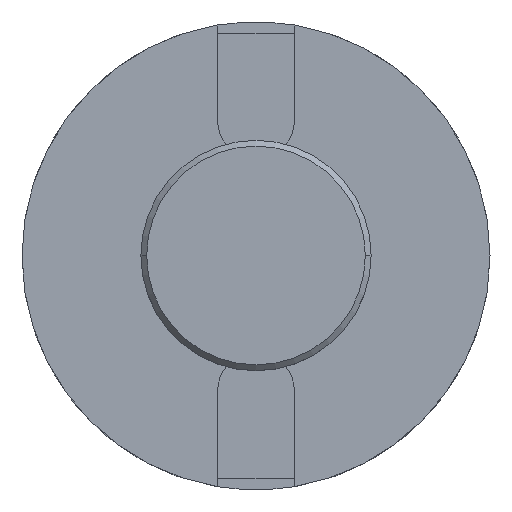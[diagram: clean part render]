
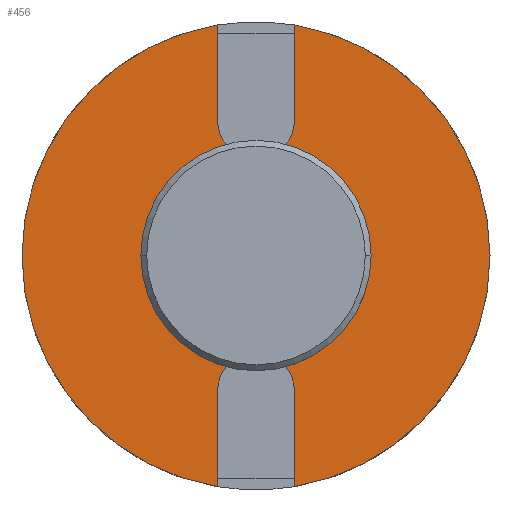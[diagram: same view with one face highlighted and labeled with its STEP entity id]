
A CAD part, top view. The second image highlights one B-rep face of the part: STEP entity #456.
In plain terms, the highlighted planar face has unit normal (0, 0, 1).
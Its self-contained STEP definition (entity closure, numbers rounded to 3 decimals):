
#30 = EDGE_CURVE ( 'NONE', #281, #2108, #489, .T. ) ;
#51 = CARTESIAN_POINT ( 'NONE',  ( 0., 0., 50.8 ) ) ;
#63 = AXIS2_PLACEMENT_3D ( 'NONE', #828, #646, #1732 ) ;
#78 = DIRECTION ( 'NONE',  ( 0., 0., -1. ) ) ;
#99 = EDGE_CURVE ( 'NONE', #1190, #333, #740, .T. ) ;
#124 = EDGE_CURVE ( 'NONE', #1789, #1888, #207, .T. ) ;
#148 = PLANE ( 'NONE',  #1531 ) ;
#173 = CARTESIAN_POINT ( 'NONE',  ( -7.937, 48.387, 50.8 ) ) ;
#188 = EDGE_LOOP ( 'NONE', ( #1001, #678, #444, #1971, #1036, #1592, #2046, #1102, #1023, #958, #939, #1842, #728, #734 ) ) ;
#190 = DIRECTION ( 'NONE',  ( -1., 0., 0. ) ) ;
#204 = CARTESIAN_POINT ( 'NONE',  ( 7.938, -46., 50.8 ) ) ;
#207 = LINE ( 'NONE', #607, #2015 ) ;
#249 = CARTESIAN_POINT ( 'NONE',  ( -7.938, 27.937, 50.8 ) ) ;
#281 = VERTEX_POINT ( 'NONE', #1191 ) ;
#282 = CARTESIAN_POINT ( 'NONE',  ( -48.387, 0., 50.8 ) ) ;
#326 = CIRCLE ( 'NONE', #63, 7.938 ) ;
#333 = VERTEX_POINT ( 'NONE', #282 ) ;
#349 = DIRECTION ( 'NONE',  ( 0., -1., 0. ) ) ;
#372 = EDGE_LOOP ( 'NONE', ( #1677, #1761 ) ) ;
#384 = CIRCLE ( 'NONE', #1781, 7.938 ) ;
#397 = EDGE_CURVE ( 'NONE', #333, #1789, #1204, .T. ) ;
#444 = ORIENTED_EDGE ( 'NONE', *, *, #775, .F. ) ;
#448 = CARTESIAN_POINT ( 'NONE',  ( -7.938, 47.732, 50.8 ) ) ;
#456 = ADVANCED_FACE ( 'NONE', ( #1545, #1254 ), #148, .T. ) ;
#482 = CARTESIAN_POINT ( 'NONE',  ( 7.937, -52.938, 50.8 ) ) ;
#489 = CIRCLE ( 'NONE', #1029, 48.387 ) ;
#498 = CARTESIAN_POINT ( 'NONE',  ( 0., 48.387, 50.8 ) ) ;
#550 = VERTEX_POINT ( 'NONE', #1841 ) ;
#562 = VECTOR ( 'NONE', #2088, 1000. ) ;
#607 = CARTESIAN_POINT ( 'NONE',  ( -7.938, 48.387, 50.8 ) ) ;
#630 = CARTESIAN_POINT ( 'NONE',  ( 7.937, -27.937, 50.8 ) ) ;
#632 = VERTEX_POINT ( 'NONE', #249 ) ;
#646 = DIRECTION ( 'NONE',  ( 0., 0., 1. ) ) ;
#664 = CARTESIAN_POINT ( 'NONE',  ( 7.937, 52.938, 50.8 ) ) ;
#675 = DIRECTION ( 'NONE',  ( 1., 0., 0. ) ) ;
#678 = ORIENTED_EDGE ( 'NONE', *, *, #1986, .T. ) ;
#703 = EDGE_CURVE ( 'NONE', #632, #1888, #1088, .T. ) ;
#706 = AXIS2_PLACEMENT_3D ( 'NONE', #1426, #1608, #190 ) ;
#728 = ORIENTED_EDGE ( 'NONE', *, *, #124, .F. ) ;
#734 = ORIENTED_EDGE ( 'NONE', *, *, #397, .F. ) ;
#740 = CIRCLE ( 'NONE', #1625, 48.387 ) ;
#741 = VECTOR ( 'NONE', #1567, 1000. ) ;
#744 = DIRECTION ( 'NONE',  ( -1., 0., 0. ) ) ;
#750 = VERTEX_POINT ( 'NONE', #2243 ) ;
#756 = CIRCLE ( 'NONE', #1245, 19.05 ) ;
#775 = EDGE_CURVE ( 'NONE', #550, #1757, #2048, .T. ) ;
#784 = DIRECTION ( 'NONE',  ( -1., 0., 0. ) ) ;
#813 = VECTOR ( 'NONE', #1568, 1000. ) ;
#821 = EDGE_CURVE ( 'NONE', #2064, #1784, #1494, .T. ) ;
#823 = AXIS2_PLACEMENT_3D ( 'NONE', #1328, #1845, #784 ) ;
#824 = DIRECTION ( 'NONE',  ( -1., 0., 0. ) ) ;
#828 = CARTESIAN_POINT ( 'NONE',  ( 0., 27.937, 50.8 ) ) ;
#901 = VECTOR ( 'NONE', #349, 1000. ) ;
#919 = DIRECTION ( 'NONE',  ( -1., 0., 0. ) ) ;
#924 = EDGE_CURVE ( 'NONE', #632, #1775, #326, .T. ) ;
#926 = DIRECTION ( 'NONE',  ( 0., -1., 0. ) ) ;
#928 = DIRECTION ( 'NONE',  ( -1., 0., 0. ) ) ;
#939 = ORIENTED_EDGE ( 'NONE', *, *, #924, .F. ) ;
#958 = ORIENTED_EDGE ( 'NONE', *, *, #1610, .F. ) ;
#1001 = ORIENTED_EDGE ( 'NONE', *, *, #99, .F. ) ;
#1010 = DIRECTION ( 'NONE',  ( 0., 1., 0. ) ) ;
#1023 = ORIENTED_EDGE ( 'NONE', *, *, #1921, .F. ) ;
#1029 = AXIS2_PLACEMENT_3D ( 'NONE', #1785, #1972, #744 ) ;
#1036 = ORIENTED_EDGE ( 'NONE', *, *, #1654, .T. ) ;
#1077 = CARTESIAN_POINT ( 'NONE',  ( 7.937, 52.938, 50.8 ) ) ;
#1088 = LINE ( 'NONE', #1710, #1957 ) ;
#1089 = LINE ( 'NONE', #1077, #562 ) ;
#1101 = DIRECTION ( 'NONE',  ( 0., -1., 0. ) ) ;
#1102 = ORIENTED_EDGE ( 'NONE', *, *, #30, .F. ) ;
#1151 = CARTESIAN_POINT ( 'NONE',  ( 7.937, -47.732, 50.8 ) ) ;
#1190 = VERTEX_POINT ( 'NONE', #1598 ) ;
#1191 = CARTESIAN_POINT ( 'NONE',  ( 7.937, 47.732, 50.8 ) ) ;
#1204 = CIRCLE ( 'NONE', #1861, 48.387 ) ;
#1205 = VECTOR ( 'NONE', #926, 1000. ) ;
#1212 = DIRECTION ( 'NONE',  ( -1., 0., 0. ) ) ;
#1245 = AXIS2_PLACEMENT_3D ( 'NONE', #2035, #1713, #824 ) ;
#1254 = FACE_OUTER_BOUND ( 'NONE', #188, .T. ) ;
#1276 = CARTESIAN_POINT ( 'NONE',  ( -19.05, 0., 50.8 ) ) ;
#1328 = CARTESIAN_POINT ( 'NONE',  ( 0., 0., 50.8 ) ) ;
#1345 = VERTEX_POINT ( 'NONE', #630 ) ;
#1372 = CARTESIAN_POINT ( 'NONE',  ( -7.938, 46., 50.8 ) ) ;
#1426 = CARTESIAN_POINT ( 'NONE',  ( 0., 0., 50.8 ) ) ;
#1464 = CARTESIAN_POINT ( 'NONE',  ( 48.387, 0., 50.8 ) ) ;
#1482 = EDGE_CURVE ( 'NONE', #750, #1686, #1774, .T. ) ;
#1494 = LINE ( 'NONE', #482, #741 ) ;
#1531 = AXIS2_PLACEMENT_3D ( 'NONE', #498, #1561, #675 ) ;
#1545 = FACE_BOUND ( 'NONE', #372, .T. ) ;
#1561 = DIRECTION ( 'NONE',  ( 0., 0., 1. ) ) ;
#1567 = DIRECTION ( 'NONE',  ( 0., -1., 0. ) ) ;
#1568 = DIRECTION ( 'NONE',  ( 0., 1., 0. ) ) ;
#1576 = DIRECTION ( 'NONE',  ( 0., 1., 0. ) ) ;
#1592 = ORIENTED_EDGE ( 'NONE', *, *, #821, .T. ) ;
#1598 = CARTESIAN_POINT ( 'NONE',  ( -7.938, -47.732, 50.8 ) ) ;
#1608 = DIRECTION ( 'NONE',  ( 0., 0., -1. ) ) ;
#1610 = EDGE_CURVE ( 'NONE', #1775, #1933, #1089, .T. ) ;
#1625 = AXIS2_PLACEMENT_3D ( 'NONE', #51, #78, #928 ) ;
#1636 = CARTESIAN_POINT ( 'NONE',  ( 7.937, -52.938, 50.8 ) ) ;
#1654 = EDGE_CURVE ( 'NONE', #1345, #2064, #2233, .T. ) ;
#1677 = ORIENTED_EDGE ( 'NONE', *, *, #1955, .T. ) ;
#1686 = VERTEX_POINT ( 'NONE', #1276 ) ;
#1710 = CARTESIAN_POINT ( 'NONE',  ( -7.938, 48.387, 50.8 ) ) ;
#1713 = DIRECTION ( 'NONE',  ( 0., 0., -1. ) ) ;
#1732 = DIRECTION ( 'NONE',  ( -1., 0., 0. ) ) ;
#1734 = CARTESIAN_POINT ( 'NONE',  ( -7.937, 48.387, 50.8 ) ) ;
#1753 = EDGE_CURVE ( 'NONE', #2108, #1784, #1910, .T. ) ;
#1757 = VERTEX_POINT ( 'NONE', #1999 ) ;
#1761 = ORIENTED_EDGE ( 'NONE', *, *, #1482, .T. ) ;
#1774 = CIRCLE ( 'NONE', #706, 19.05 ) ;
#1775 = VERTEX_POINT ( 'NONE', #2181 ) ;
#1781 = AXIS2_PLACEMENT_3D ( 'NONE', #2124, #1966, #919 ) ;
#1784 = VERTEX_POINT ( 'NONE', #1151 ) ;
#1785 = CARTESIAN_POINT ( 'NONE',  ( 0., 0., 50.8 ) ) ;
#1789 = VERTEX_POINT ( 'NONE', #448 ) ;
#1795 = LINE ( 'NONE', #1734, #813 ) ;
#1841 = CARTESIAN_POINT ( 'NONE',  ( -7.938, -27.937, 50.8 ) ) ;
#1842 = ORIENTED_EDGE ( 'NONE', *, *, #703, .T. ) ;
#1845 = DIRECTION ( 'NONE',  ( 0., 0., -1. ) ) ;
#1861 = AXIS2_PLACEMENT_3D ( 'NONE', #2063, #1918, #1212 ) ;
#1876 = VECTOR ( 'NONE', #1010, 1000. ) ;
#1888 = VERTEX_POINT ( 'NONE', #1372 ) ;
#1910 = CIRCLE ( 'NONE', #823, 48.387 ) ;
#1918 = DIRECTION ( 'NONE',  ( 0., 0., -1. ) ) ;
#1921 = EDGE_CURVE ( 'NONE', #1933, #281, #1982, .T. ) ;
#1933 = VERTEX_POINT ( 'NONE', #2204 ) ;
#1955 = EDGE_CURVE ( 'NONE', #1686, #750, #756, .T. ) ;
#1957 = VECTOR ( 'NONE', #1576, 1000. ) ;
#1966 = DIRECTION ( 'NONE',  ( 0., 0., -1. ) ) ;
#1971 = ORIENTED_EDGE ( 'NONE', *, *, #2061, .T. ) ;
#1972 = DIRECTION ( 'NONE',  ( 0., 0., -1. ) ) ;
#1982 = LINE ( 'NONE', #664, #1876 ) ;
#1986 = EDGE_CURVE ( 'NONE', #1190, #1757, #1795, .T. ) ;
#1999 = CARTESIAN_POINT ( 'NONE',  ( -7.938, -46., 50.8 ) ) ;
#2015 = VECTOR ( 'NONE', #1101, 1000. ) ;
#2035 = CARTESIAN_POINT ( 'NONE',  ( 0., 0., 50.8 ) ) ;
#2046 = ORIENTED_EDGE ( 'NONE', *, *, #1753, .F. ) ;
#2048 = LINE ( 'NONE', #173, #901 ) ;
#2061 = EDGE_CURVE ( 'NONE', #550, #1345, #384, .T. ) ;
#2063 = CARTESIAN_POINT ( 'NONE',  ( 0., 0., 50.8 ) ) ;
#2064 = VERTEX_POINT ( 'NONE', #204 ) ;
#2088 = DIRECTION ( 'NONE',  ( 0., 1., 0. ) ) ;
#2108 = VERTEX_POINT ( 'NONE', #1464 ) ;
#2124 = CARTESIAN_POINT ( 'NONE',  ( 0., -27.937, 50.8 ) ) ;
#2181 = CARTESIAN_POINT ( 'NONE',  ( 7.937, 27.937, 50.8 ) ) ;
#2204 = CARTESIAN_POINT ( 'NONE',  ( 7.937, 46., 50.8 ) ) ;
#2233 = LINE ( 'NONE', #1636, #1205 ) ;
#2243 = CARTESIAN_POINT ( 'NONE',  ( 19.05, 0., 50.8 ) ) ;
